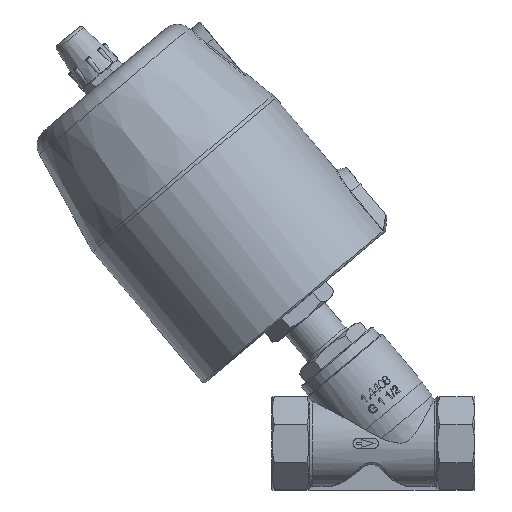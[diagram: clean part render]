
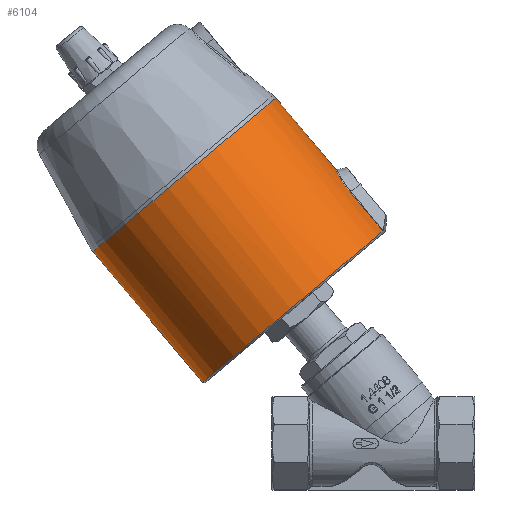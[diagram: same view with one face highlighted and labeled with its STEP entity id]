
A CAD part, left-side view. The second image highlights one B-rep face of the part: STEP entity #6104.
In plain terms, the highlighted cylindrical face has radius 70.5 mm (diameter 141 mm), a full revolution.
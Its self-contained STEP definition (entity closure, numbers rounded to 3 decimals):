
#124=CYLINDRICAL_SURFACE('',#6546,70.5);
#217=B_SPLINE_CURVE_WITH_KNOTS('',3,(#9315,#9316,#9317,#9318,#9319,#9320,
#9321,#9322,#9323,#9324),.UNSPECIFIED.,.F.,.F.,(4,1,1,1,1,1,1,4),(-5.302,
-4.544,-3.787,-3.03,-2.272,
-1.515,-0.757,0.),.UNSPECIFIED.);
#502=FACE_BOUND('',#1230,.T.);
#602=CIRCLE('',#6533,70.5);
#607=CIRCLE('',#6545,70.5);
#848=FACE_OUTER_BOUND('',#1229,.T.);
#1229=EDGE_LOOP('',(#4336,#4337,#4338,#4339));
#1230=EDGE_LOOP('',(#4340));
#1689=LINE('',#9159,#2045);
#1696=LINE('',#9314,#2052);
#2045=VECTOR('',#7218,30.);
#2052=VECTOR('',#7247,30.);
#2478=VERTEX_POINT('',#9126);
#2479=VERTEX_POINT('',#9127);
#2483=VERTEX_POINT('',#9158);
#2491=VERTEX_POINT('',#9310);
#2492=VERTEX_POINT('',#9313);
#3170=EDGE_CURVE('',#2478,#2479,#602,.T.);
#3177=EDGE_CURVE('',#2478,#2483,#1689,.T.);
#3193=EDGE_CURVE('',#2491,#2491,#607,.T.);
#3194=EDGE_CURVE('',#2492,#2479,#1696,.T.);
#3195=EDGE_CURVE('',#2483,#2492,#217,.T.);
#4336=ORIENTED_EDGE('',*,*,#3170,.T.);
#4337=ORIENTED_EDGE('',*,*,#3194,.F.);
#4338=ORIENTED_EDGE('',*,*,#3195,.F.);
#4339=ORIENTED_EDGE('',*,*,#3177,.F.);
#4340=ORIENTED_EDGE('',*,*,#3193,.F.);
#6104=ADVANCED_FACE('',(#848,#502),#124,.T.);
#6533=AXIS2_PLACEMENT_3D('',#9128,#7210,#7211);
#6545=AXIS2_PLACEMENT_3D('',#9311,#7243,#7244);
#6546=AXIS2_PLACEMENT_3D('',#9312,#7245,#7246);
#7210=DIRECTION('center_axis',(0.,0.643,
0.766));
#7211=DIRECTION('ref_axis',(0.,-0.766,0.643));
#7218=DIRECTION('',(0.,0.643,0.766));
#7243=DIRECTION('center_axis',(0.,0.643,
0.766));
#7244=DIRECTION('ref_axis',(0.,0.766,-0.643));
#7245=DIRECTION('center_axis',(0.,0.643,
0.766));
#7246=DIRECTION('ref_axis',(0.,-0.766,0.643));
#7247=DIRECTION('',(0.,-0.643,-0.766));
#9126=CARTESIAN_POINT('',(17.265,-5.662,125.214));
#9127=CARTESIAN_POINT('',(-17.265,-5.662,125.214));
#9128=CARTESIAN_POINT('Origin',(0.,46.7,
81.277));
#9158=CARTESIAN_POINT('',(17.265,13.622,148.195));
#9159=CARTESIAN_POINT('',(17.265,26.477,163.516));
#9310=CARTESIAN_POINT('',(0.,57.552,203.889));
#9311=CARTESIAN_POINT('Origin',(0.,111.558,
158.573));
#9312=CARTESIAN_POINT('Origin',(0.,78.839,
119.58));
#9313=CARTESIAN_POINT('',(-17.265,13.622,148.195));
#9314=CARTESIAN_POINT('',(-17.265,26.477,163.516));
#9315=CARTESIAN_POINT('Ctrl Pts',(17.265,13.622,148.195));
#9316=CARTESIAN_POINT('Ctrl Pts',(17.265,15.245,150.129));
#9317=CARTESIAN_POINT('Ctrl Pts',(15.961,18.218,154.214));
#9318=CARTESIAN_POINT('Ctrl Pts',(10.828,21.106,159.305));
#9319=CARTESIAN_POINT('Ctrl Pts',(3.832,22.48,162.137));
#9320=CARTESIAN_POINT('Ctrl Pts',(-3.806,22.485,162.152));
#9321=CARTESIAN_POINT('Ctrl Pts',(-10.832,21.102,159.298));
#9322=CARTESIAN_POINT('Ctrl Pts',(-15.949,18.228,154.23));
#9323=CARTESIAN_POINT('Ctrl Pts',(-17.265,15.245,150.129));
#9324=CARTESIAN_POINT('Ctrl Pts',(-17.265,13.622,148.195));
